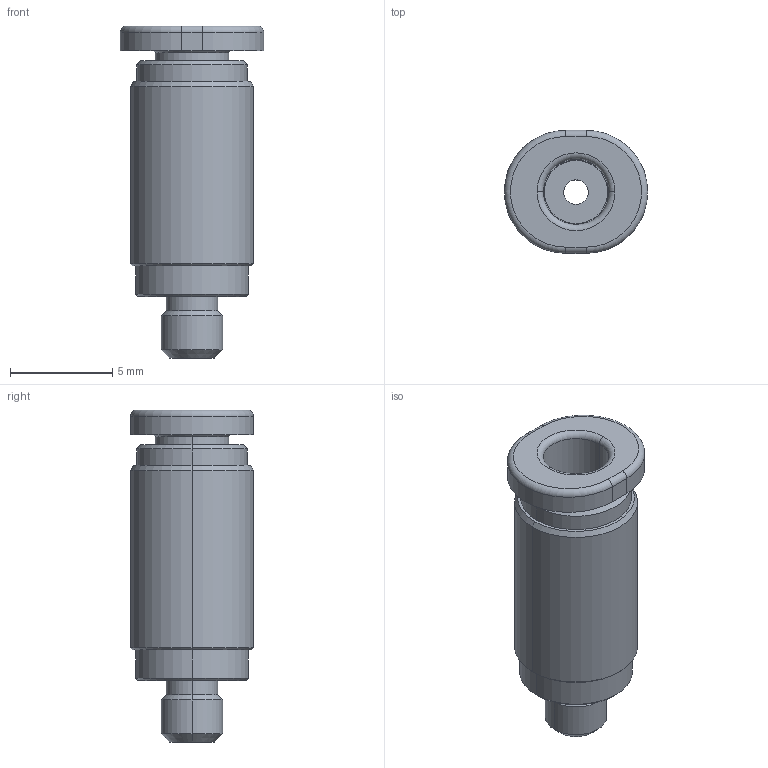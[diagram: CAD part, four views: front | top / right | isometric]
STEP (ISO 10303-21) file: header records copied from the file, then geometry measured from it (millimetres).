
FILE_DESCRIPTION((''),'2;1');
FILE_NAME('POC03M3C-mdt.stp','2017-07-24T15:06:02',(''),(''),'Mechanical Desktop 2009','Mechanical Desktop 2009',', , ');
FILE_SCHEMA(('CONFIG_CONTROL_DESIGN'));
Length unit declared in the file: millimetre
Products named in the file (4): POC03M3C-MDTA; POC03M3C-MDT; COLLAR-C03C; COLLAR-C03C-C
Assembly tree (4 placements, depth 2):
  POC03M3C-MDTA
    POC03M3C-MDT
    COLLAR-C03C  x2
    COLLAR-C03C-C
Bounding box: 7 x 6 x 16.2 mm (x, y, z)
Volume: 286.8 mm3; surface area: 492.9 mm2
Topology: 1 solids, 1 shells, 58 faces, 118 edges, 70 vertices
Faces by surface type: cylinder 24, cone 16, plane 12, torus 4, bspline 2
Entity records: 1755 total; most frequent: CARTESIAN_POINT 339, DIRECTION 312, ORIENTED_EDGE 236, AXIS2_PLACEMENT_3D 133, EDGE_CURVE 118, CIRCLE 72, VERTEX_POINT 70, EDGE_LOOP 68
